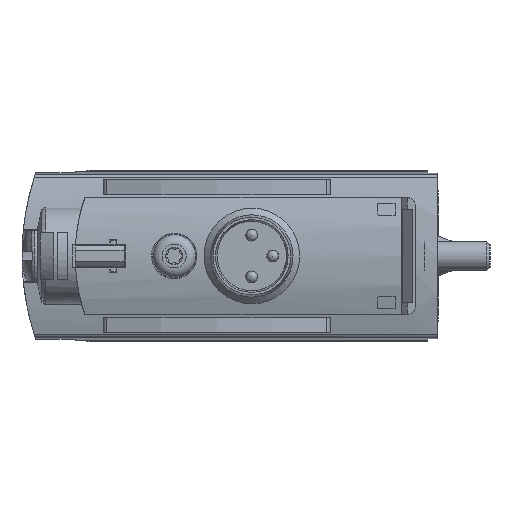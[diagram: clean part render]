
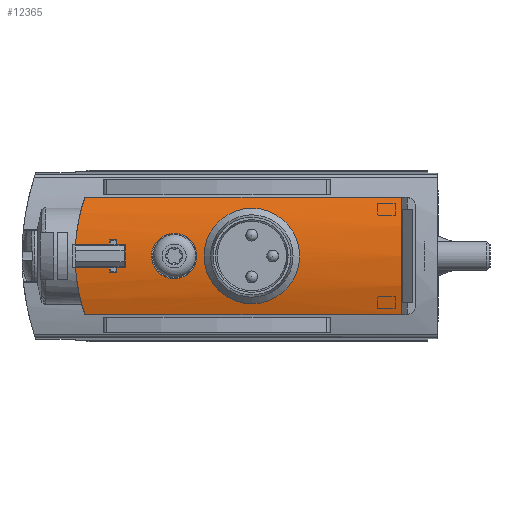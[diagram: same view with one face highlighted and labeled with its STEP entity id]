
A CAD part, left-side view. The second image highlights one B-rep face of the part: STEP entity #12365.
In plain terms, the highlighted cylindrical face has radius 15 mm (diameter 30 mm), a partial arc.
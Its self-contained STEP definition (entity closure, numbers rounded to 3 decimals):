
#186=B_SPLINE_CURVE_WITH_KNOTS('',3,(#21792,#21793,#21794,#21795,#21796,
#21797,#21798,#21799,#21800,#21801,#21802),.UNSPECIFIED.,.T.,.F.,(1,1,1,
1,1,1,1,1,1,1,1,1,1,1,1),(-0.004,-0.003,-0.001,
0.,0.001,0.003,0.004,0.006,
0.007,0.009,0.01,0.012,
0.013,0.015,0.016),.UNSPECIFIED.);
#187=B_SPLINE_CURVE_WITH_KNOTS('',3,(#21836,#21837,#21838,#21839,#21840,
#21841,#21842,#21843,#21844,#21845,#21846),.UNSPECIFIED.,.T.,.F.,(1,1,1,
1,1,1,1,1,1,1,1,1,1,1,1),(-0.008,-0.006,-0.003,
0.,0.003,0.006,0.008,0.011,
0.014,0.017,0.02,0.023,
0.025,0.028,0.031),.UNSPECIFIED.);
#341=CYLINDRICAL_SURFACE('',#15092,15.);
#769=CIRCLE('',#15094,15.);
#770=CIRCLE('',#15095,15.);
#771=CIRCLE('',#15096,15.);
#772=CIRCLE('',#15097,15.);
#773=CIRCLE('',#15098,15.);
#774=CIRCLE('',#15100,15.);
#929=ELLIPSE('',#15093,21.213,15.);
#930=ELLIPSE('',#15099,21.213,15.);
#3269=ORIENTED_EDGE('',*,*,#5573,.F.);
#3270=ORIENTED_EDGE('',*,*,#5574,.F.);
#3271=ORIENTED_EDGE('',*,*,#5575,.T.);
#3272=ORIENTED_EDGE('',*,*,#5576,.T.);
#3273=ORIENTED_EDGE('',*,*,#5577,.T.);
#3274=ORIENTED_EDGE('',*,*,#5578,.T.);
#3275=ORIENTED_EDGE('',*,*,#5579,.T.);
#3276=ORIENTED_EDGE('',*,*,#5580,.T.);
#3277=ORIENTED_EDGE('',*,*,#5581,.T.);
#3278=ORIENTED_EDGE('',*,*,#5582,.T.);
#3279=ORIENTED_EDGE('',*,*,#5583,.T.);
#3280=ORIENTED_EDGE('',*,*,#5584,.T.);
#3281=ORIENTED_EDGE('',*,*,#5585,.T.);
#3282=ORIENTED_EDGE('',*,*,#5586,.T.);
#3283=ORIENTED_EDGE('',*,*,#5587,.T.);
#3284=ORIENTED_EDGE('',*,*,#5588,.T.);
#3285=ORIENTED_EDGE('',*,*,#5589,.T.);
#3286=ORIENTED_EDGE('',*,*,#5590,.F.);
#5573=EDGE_CURVE('',#6950,#6950,#186,.T.);
#5574=EDGE_CURVE('',#6951,#6952,#8053,.T.);
#5575=EDGE_CURVE('',#6951,#6953,#929,.T.);
#5576=EDGE_CURVE('',#6953,#6954,#8054,.T.);
#5577=EDGE_CURVE('',#6954,#6955,#769,.F.);
#5578=EDGE_CURVE('',#6955,#6956,#8055,.T.);
#5579=EDGE_CURVE('',#6956,#6957,#770,.F.);
#5580=EDGE_CURVE('',#6957,#6958,#8056,.T.);
#5581=EDGE_CURVE('',#6958,#6959,#771,.F.);
#5582=EDGE_CURVE('',#6959,#6960,#8057,.F.);
#5583=EDGE_CURVE('',#6960,#6961,#772,.F.);
#5584=EDGE_CURVE('',#6961,#6962,#8058,.F.);
#5585=EDGE_CURVE('',#6962,#6963,#773,.F.);
#5586=EDGE_CURVE('',#6963,#6964,#8059,.F.);
#5587=EDGE_CURVE('',#6964,#6965,#930,.T.);
#5588=EDGE_CURVE('',#6965,#6966,#8060,.T.);
#5589=EDGE_CURVE('',#6966,#6952,#774,.T.);
#5590=EDGE_CURVE('',#6967,#6967,#187,.T.);
#6950=VERTEX_POINT('',#21803);
#6951=VERTEX_POINT('',#21805);
#6952=VERTEX_POINT('',#21806);
#6953=VERTEX_POINT('',#21808);
#6954=VERTEX_POINT('',#21810);
#6955=VERTEX_POINT('',#21812);
#6956=VERTEX_POINT('',#21814);
#6957=VERTEX_POINT('',#21816);
#6958=VERTEX_POINT('',#21818);
#6959=VERTEX_POINT('',#21820);
#6960=VERTEX_POINT('',#21822);
#6961=VERTEX_POINT('',#21824);
#6962=VERTEX_POINT('',#21826);
#6963=VERTEX_POINT('',#21828);
#6964=VERTEX_POINT('',#21830);
#6965=VERTEX_POINT('',#21832);
#6966=VERTEX_POINT('',#21834);
#6967=VERTEX_POINT('',#21847);
#8053=LINE('',#21804,#9177);
#8054=LINE('',#21809,#9178);
#8055=LINE('',#21813,#9179);
#8056=LINE('',#21817,#9180);
#8057=LINE('',#21821,#9181);
#8058=LINE('',#21825,#9182);
#8059=LINE('',#21829,#9183);
#8060=LINE('',#21833,#9184);
#9177=VECTOR('',#17957,1000.);
#9178=VECTOR('',#17960,1000.);
#9179=VECTOR('',#17963,1000.);
#9180=VECTOR('',#17966,1000.);
#9181=VECTOR('',#17969,1000.);
#9182=VECTOR('',#17972,1000.);
#9183=VECTOR('',#17975,1000.);
#9184=VECTOR('',#17978,1000.);
#10241=EDGE_LOOP('',(#3269));
#10242=EDGE_LOOP('',(#3270,#3271,#3272,#3273,#3274,#3275,#3276,#3277,#3278,
#3279,#3280,#3281,#3282,#3283,#3284,#3285));
#10243=EDGE_LOOP('',(#3286));
#11164=FACE_BOUND('',#10241,.T.);
#11165=FACE_BOUND('',#10242,.T.);
#11166=FACE_BOUND('',#10243,.T.);
#12365=ADVANCED_FACE('',(#11164,#11165,#11166),#341,.T.);
#15092=AXIS2_PLACEMENT_3D('',#21791,#17955,#17956);
#15093=AXIS2_PLACEMENT_3D('',#21807,#17958,#17959);
#15094=AXIS2_PLACEMENT_3D('',#21811,#17961,#17962);
#15095=AXIS2_PLACEMENT_3D('',#21815,#17964,#17965);
#15096=AXIS2_PLACEMENT_3D('',#21819,#17967,#17968);
#15097=AXIS2_PLACEMENT_3D('',#21823,#17970,#17971);
#15098=AXIS2_PLACEMENT_3D('',#21827,#17973,#17974);
#15099=AXIS2_PLACEMENT_3D('',#21831,#17976,#17977);
#15100=AXIS2_PLACEMENT_3D('',#21835,#17979,#17980);
#17955=DIRECTION('',(0.,-1.,0.));
#17956=DIRECTION('',(0.,0.,-1.));
#17957=DIRECTION('',(0.,-1.,0.));
#17958=DIRECTION('',(0.707,-0.707,0.));
#17959=DIRECTION('',(-0.707,-0.707,0.));
#17960=DIRECTION('',(0.,-1.,0.));
#17961=DIRECTION('',(0.,-1.,0.));
#17962=DIRECTION('',(0.,0.,-1.));
#17963=DIRECTION('',(0.,-1.,0.));
#17964=DIRECTION('',(0.,1.,0.));
#17965=DIRECTION('',(0.,0.,1.));
#17966=DIRECTION('',(0.,-1.,0.));
#17967=DIRECTION('',(0.,1.,0.));
#17968=DIRECTION('',(0.,0.,1.));
#17969=DIRECTION('',(0.,-1.,0.));
#17970=DIRECTION('',(0.,1.,0.));
#17971=DIRECTION('',(0.,0.,1.));
#17972=DIRECTION('',(0.,-1.,0.));
#17973=DIRECTION('',(0.,-1.,0.));
#17974=DIRECTION('',(0.,0.,-1.));
#17975=DIRECTION('',(0.,-1.,0.));
#17976=DIRECTION('',(0.707,-0.707,0.));
#17977=DIRECTION('',(-0.707,-0.707,0.));
#17978=DIRECTION('',(0.,-1.,0.));
#17979=DIRECTION('',(0.,1.,0.));
#17980=DIRECTION('',(1.,0.,0.));
#21791=CARTESIAN_POINT('',(-5.1,27.5,0.));
#21792=CARTESIAN_POINT('',(9.84,17.509,-1.488));
#21793=CARTESIAN_POINT('',(9.749,19.,-2.106));
#21794=CARTESIAN_POINT('',(9.84,20.489,-1.488));
#21795=CARTESIAN_POINT('',(9.93,21.105,-0.002));
#21796=CARTESIAN_POINT('',(9.84,20.49,1.489));
#21797=CARTESIAN_POINT('',(9.749,19.,2.105));
#21798=CARTESIAN_POINT('',(9.84,17.513,1.49));
#21799=CARTESIAN_POINT('',(9.93,16.894,0.002));
#21800=CARTESIAN_POINT('',(9.84,17.509,-1.488));
#21801=CARTESIAN_POINT('',(9.749,19.,-2.106));
#21802=CARTESIAN_POINT('',(9.84,20.489,-1.488));
#21803=CARTESIAN_POINT('',(9.779,19.,-1.9));
#21804=CARTESIAN_POINT('',(9.077,27.5,-4.9));
#21805=CARTESIAN_POINT('',(9.077,26.477,-4.9));
#21806=CARTESIAN_POINT('',(9.077,0.,-4.9));
#21807=CARTESIAN_POINT('',(-5.1,12.3,0.));
#21808=CARTESIAN_POINT('',(9.867,27.267,-1.));
#21809=CARTESIAN_POINT('',(9.867,27.5,-1.));
#21810=CARTESIAN_POINT('',(9.867,24.4,-1.));
#21811=CARTESIAN_POINT('',(-5.1,24.4,0.));
#21812=CARTESIAN_POINT('',(9.839,24.4,-1.35));
#21813=CARTESIAN_POINT('',(9.839,27.5,-1.35));
#21814=CARTESIAN_POINT('',(9.839,23.8,-1.35));
#21815=CARTESIAN_POINT('',(-5.1,23.8,0.));
#21816=CARTESIAN_POINT('',(9.867,23.8,-1.));
#21817=CARTESIAN_POINT('',(9.867,27.5,-1.));
#21818=CARTESIAN_POINT('',(9.867,23.1,-1.));
#21819=CARTESIAN_POINT('',(-5.1,23.1,0.));
#21820=CARTESIAN_POINT('',(9.867,23.1,1.));
#21821=CARTESIAN_POINT('',(9.867,27.5,1.));
#21822=CARTESIAN_POINT('',(9.867,23.8,1.));
#21823=CARTESIAN_POINT('',(-5.1,23.8,0.));
#21824=CARTESIAN_POINT('',(9.839,23.8,1.35));
#21825=CARTESIAN_POINT('',(9.839,27.5,1.35));
#21826=CARTESIAN_POINT('',(9.839,24.4,1.35));
#21827=CARTESIAN_POINT('',(-5.1,24.4,0.));
#21828=CARTESIAN_POINT('',(9.867,24.4,1.));
#21829=CARTESIAN_POINT('',(9.867,27.5,1.));
#21830=CARTESIAN_POINT('',(9.867,27.267,1.));
#21831=CARTESIAN_POINT('',(-5.1,12.3,0.));
#21832=CARTESIAN_POINT('',(9.077,26.477,4.9));
#21833=CARTESIAN_POINT('',(9.077,27.5,4.9));
#21834=CARTESIAN_POINT('',(9.077,0.,4.9));
#21835=CARTESIAN_POINT('',(-5.1,0.,0.));
#21836=CARTESIAN_POINT('',(9.684,15.324,2.819));
#21837=CARTESIAN_POINT('',(9.35,12.499,3.99));
#21838=CARTESIAN_POINT('',(9.684,9.679,2.819));
#21839=CARTESIAN_POINT('',(10.008,8.511,0.004));
#21840=CARTESIAN_POINT('',(9.684,9.679,-2.822));
#21841=CARTESIAN_POINT('',(9.351,12.498,-3.988));
#21842=CARTESIAN_POINT('',(9.683,15.318,-2.824));
#21843=CARTESIAN_POINT('',(10.008,16.49,-0.002));
#21844=CARTESIAN_POINT('',(9.684,15.324,2.819));
#21845=CARTESIAN_POINT('',(9.35,12.499,3.99));
#21846=CARTESIAN_POINT('',(9.684,9.679,2.819));
#21847=CARTESIAN_POINT('',(9.462,12.5,3.6));
